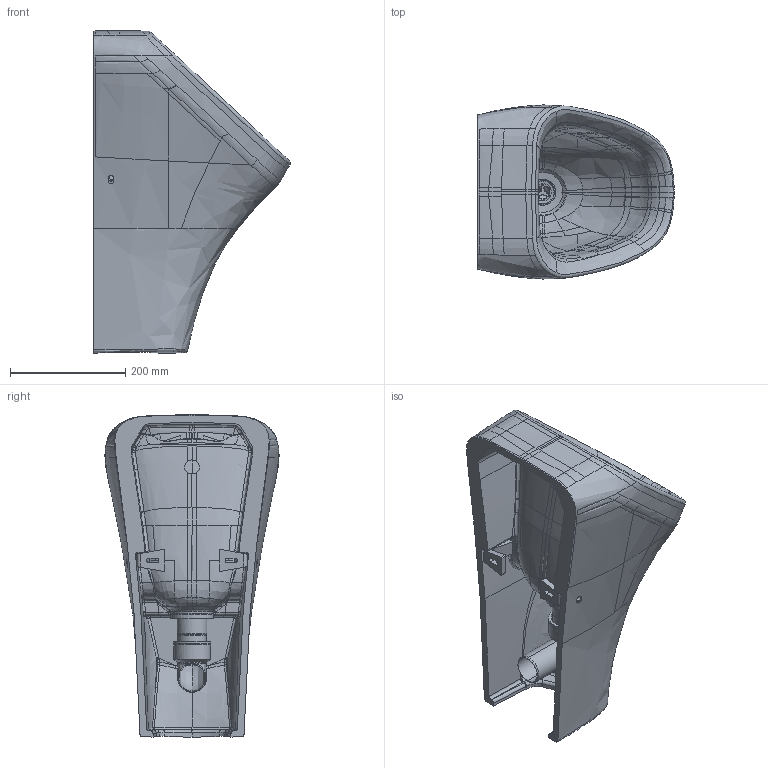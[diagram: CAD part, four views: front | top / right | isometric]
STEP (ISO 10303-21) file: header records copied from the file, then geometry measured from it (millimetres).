
FILE_DESCRIPTION((''),'2;1');
FILE_NAME('280830.stp','2014-11-04T11:36:23',('Administrator'),(''),'Autodesk Inventor 2011','Autodesk Inventor 2011','');
FILE_SCHEMA(('CONFIG_CONTROL_DESIGN'));
Length unit declared in the file: millimetre
Products named in the file (8): 280830; Membraneventil fuer Urinale; Geruchsverschluss; Verschraubung 77mm; Bogen; Ventil 1; Part1
Assembly tree (8 placements, depth 3):
  280830
    280830
    Membraneventil fuer Urinale
      Geruchsverschluss
      Verschraubung 77mm
      Bogen
      Ventil 1
    Part1  x2
Bounding box: 341.09 x 302.18 x 559.91 mm (x, y, z)
Volume: 9648550.1 mm3; surface area: 944530.2 mm2
Topology: 11 solids, 11 shells, 1093 faces, 2763 edges, 1692 vertices
Faces by surface type: bspline 837, plane 115, cylinder 90, cone 34, torus 10, sphere 7
Full cylindrical faces by diameter (mm): 10 x2, 29 x1, 29.6 x1, 30 x2, 32 x1, 32.752 x1, 34 x1, 36 x2, 38.4 x1, 40 x2, 45.25 x1, 47 x1, 47.6 x1, 49 x1, 50 x1, 52 x1, 56 x2, 60 x2, 64 x1, 65 x2, 70 x2, 74 x1
Entity records: 195296 total; most frequent: CARTESIAN_POINT 174124, ORIENTED_EDGE 5212, EDGE_CURVE 2606, DIRECTION 2165, VERTEX_POINT 1627, B_SPLINE_CURVE_WITH_KNOTS 1591, EDGE_LOOP 1161, FACE_OUTER_BOUND 1063
